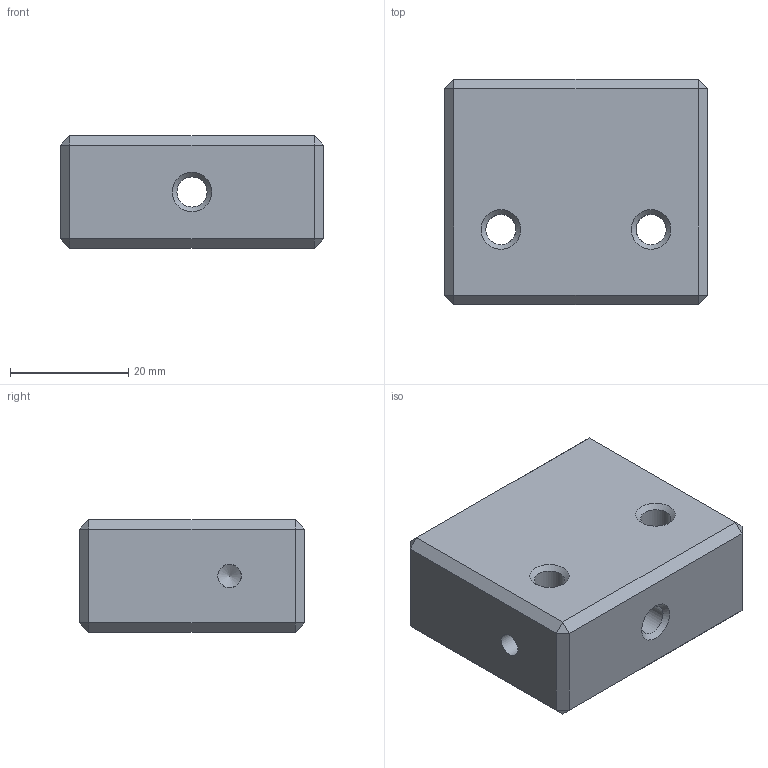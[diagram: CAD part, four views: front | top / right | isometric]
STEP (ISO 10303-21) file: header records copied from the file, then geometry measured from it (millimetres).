
FILE_DESCRIPTION(/* description */ (''),/* implementation_level */ '2;1');
FILE_NAME(/* name */ 'Adapter Block.stp',/* time_stamp */ '2015-12-18T23:56:13-05:00',/* author */ ('Kevin'),/* organization */ (''),/* preprocessor_version */ 'ST-DEVELOPER v15.6',/* originating_system */ 'Autodesk Inventor 2015',/* authorisation */ '');
FILE_SCHEMA (('AUTOMOTIVE_DESIGN { 1 0 10303 214 3 1 1 }'));
Length unit declared in the file: inch
Products named in the file (1): Part1 [46616]
Bounding box: 44.45 x 38.1 x 19.05 mm (x, y, z)
Volume: 29602.3 mm3; surface area: 7733.1 mm2
Topology: 1 solids, 1 shells, 45 faces, 106 edges, 61 vertices
Faces by surface type: plane 26, cone 10, cylinder 9
Full cylindrical faces by diameter (mm): 3.962 x6, 5.105 x3
Entity records: 1235 total; most frequent: CARTESIAN_POINT 330, DIRECTION 180, ORIENTED_EDGE 144, EDGE_LOOP 74, EDGE_CURVE 72, AXIS2_PLACEMENT_3D 66, LINE 48, VECTOR 48
